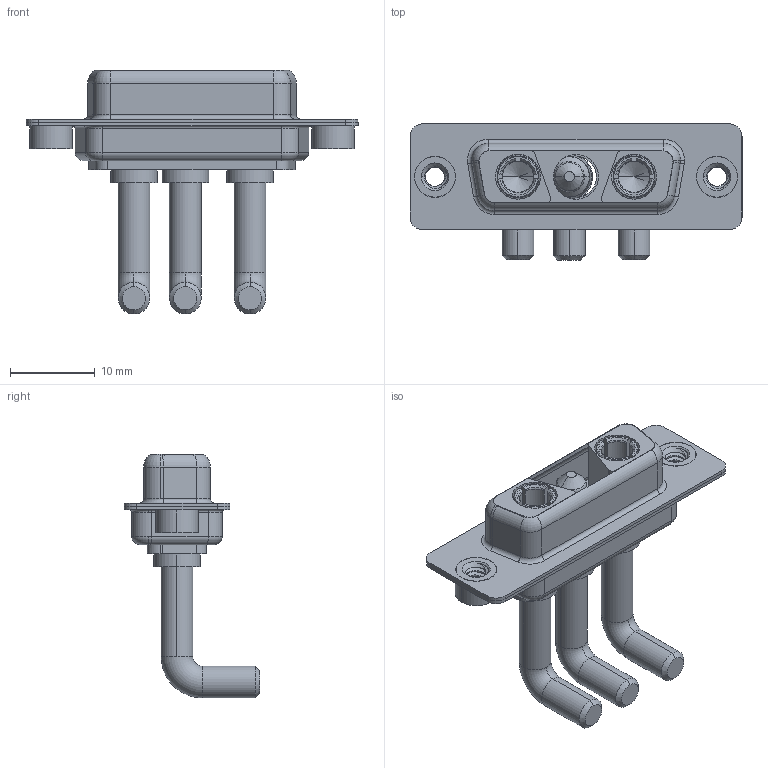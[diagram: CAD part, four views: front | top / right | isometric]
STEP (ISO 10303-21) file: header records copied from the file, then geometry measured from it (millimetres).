
FILE_DESCRIPTION (( 'STEP AP203' ), '1' );
FILE_NAME ('630-3WK3250-4N2.STEP', '2022-05-30T19:08:53', ( '' ), ( '' ), 'SwSTEP 2.0', 'SolidWorks 2020', '' );
FILE_SCHEMA (( 'CONFIG_CONTROL_DESIGN' ));
Length unit declared in the file: millimetre
Products named in the file (7): Power Pin_Ext 40A RA; 630Combo Housing_3WK3; 630Combo Threaded Rivet_2; 630Combo Shell Front_15 Contacts; 630Combo Shell Rear_15 Contacts; Power Socket_Ext 40A RA; 630-3WK3250-4N2
Assembly tree (8 placements, depth 2):
  630-3WK3250-4N2
    630Combo Housing_3WK3
    630Combo Shell Front_15 Contacts
    630Combo Shell Rear_15 Contacts
    630Combo Threaded Rivet_2  x2
    Power Socket_Ext 40A RA  x2
    Power Pin_Ext 40A RA
Bounding box: 39.2 x 16.05 x 28.8 mm (x, y, z)
Volume: 2950 mm3; surface area: 6074.8 mm2
Topology: 11 solids, 11 shells, 488 faces, 1216 edges, 767 vertices
Faces by surface type: cylinder 213, plane 140, torus 73, cone 53, bspline 9
Entity records: 13792 total; most frequent: CARTESIAN_POINT 3843, DIRECTION 2035, ORIENTED_EDGE 1870, EDGE_CURVE 935, AXIS2_PLACEMENT_3D 829, VERTEX_POINT 590, CIRCLE 441, EDGE_LOOP 423
